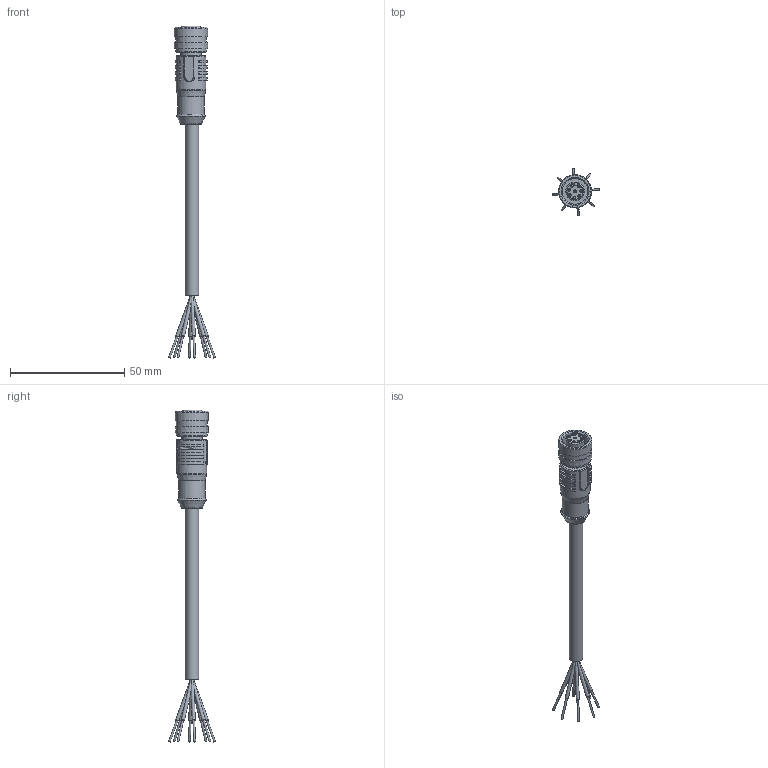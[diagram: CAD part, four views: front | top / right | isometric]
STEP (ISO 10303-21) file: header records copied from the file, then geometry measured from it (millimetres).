
FILE_DESCRIPTION (( 'STEP AP214' ), '1' );
FILE_NAME ('FLG-WE-CABLE.STEP', '2024-10-30T18:16:23', ( '' ), ( '' ), 'SwSTEP 2.0', 'SolidWorks 2023', '' );
FILE_SCHEMA (( 'AUTOMOTIVE_DESIGN' ));
Length unit declared in the file: inch
Products named in the file (1): FLG-WE-CABLE
Bounding box: 20.57 x 20.57 x 145.37 mm (x, y, z)
Volume: 7439.8 mm3; surface area: 5053.6 mm2
Topology: 1 solids, 1 shells, 183 faces, 426 edges, 270 vertices
Faces by surface type: plane 73, cylinder 61, bspline 33, cone 16
Full cylindrical faces by diameter (mm): 0.8 x8, 0.86 x8, 1.4 x8, 6 x1, 8.089 x1, 9.035 x1, 11.264 x1, 11.533 x1, 13.035 x1, 13.535 x2, 14.534 x1
Entity records: 5605 total; most frequent: CARTESIAN_POINT 2015, DIRECTION 707, ORIENTED_EDGE 668, EDGE_CURVE 334, AXIS2_PLACEMENT_3D 294, EDGE_LOOP 268, VERTEX_POINT 238, FACE_OUTER_BOUND 219
